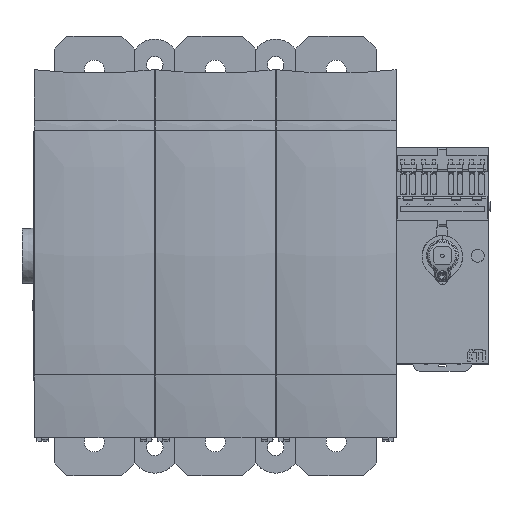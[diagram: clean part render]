
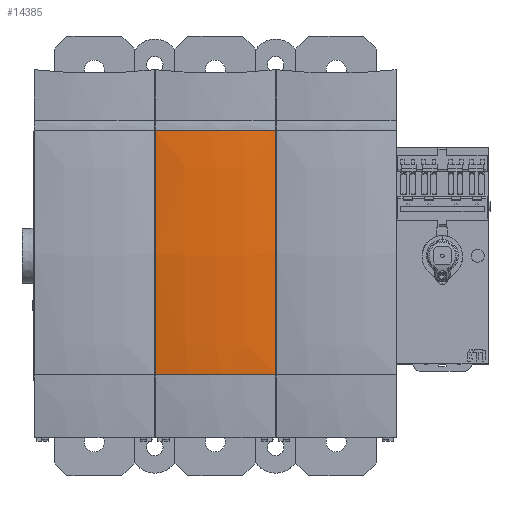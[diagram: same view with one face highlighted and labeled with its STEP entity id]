
A CAD part, top view. The second image highlights one B-rep face of the part: STEP entity #14385.
In plain terms, the highlighted free-form (B-spline) face has degree [3, 3] with [7, 7] control points.
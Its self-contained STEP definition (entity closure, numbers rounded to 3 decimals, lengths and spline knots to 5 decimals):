
#11272=CARTESIAN_POINT('',(-0.1567,-0.06515,
0.17535));
#11273=CARTESIAN_POINT('',(-0.1567,-0.05963,
0.17578));
#11274=CARTESIAN_POINT('',(-0.1567,-0.03794,
0.17723));
#11275=CARTESIAN_POINT('',(-0.1567,0.,
0.17831));
#11276=CARTESIAN_POINT('',(-0.1567,0.03901,
0.1772));
#11277=CARTESIAN_POINT('',(-0.1567,0.06177,
0.17563));
#11278=CARTESIAN_POINT('',(-0.1567,0.06835,
0.1751));
#11406=CARTESIAN_POINT('',(-0.0913,0.06835,
0.1751));
#11407=CARTESIAN_POINT('',(-0.0913,0.06177,
0.17563));
#11408=CARTESIAN_POINT('',(-0.0913,0.03901,
0.1772));
#11409=CARTESIAN_POINT('',(-0.0913,0.,
0.17831));
#11410=CARTESIAN_POINT('',(-0.0913,-0.03794,
0.17723));
#11411=CARTESIAN_POINT('',(-0.0913,-0.05963,
0.17578));
#11412=CARTESIAN_POINT('',(-0.0913,-0.06515,
0.17535));
#11579=CARTESIAN_POINT('',(-0.1567,0.06835,
0.1751));
#11580=CARTESIAN_POINT('',(-0.15128,0.06835,
0.17581));
#11581=CARTESIAN_POINT('',(-0.1404,0.06835,
0.17689));
#11582=CARTESIAN_POINT('',(-0.124,0.06835,
0.17743));
#11583=CARTESIAN_POINT('',(-0.1076,0.06835,
0.17689));
#11584=CARTESIAN_POINT('',(-0.09672,0.06835,
0.17581));
#11585=CARTESIAN_POINT('',(-0.0913,0.06835,
0.1751));
#11590=CARTESIAN_POINT('',(-0.0913,-0.06515,
0.17535));
#11591=CARTESIAN_POINT('',(-0.09672,-0.06515,
0.17607));
#11592=CARTESIAN_POINT('',(-0.1076,-0.06515,
0.17714));
#11593=CARTESIAN_POINT('',(-0.124,-0.06515,
0.17768));
#11594=CARTESIAN_POINT('',(-0.1404,-0.06515,
0.17714));
#11595=CARTESIAN_POINT('',(-0.15128,-0.06515,
0.17607));
#11596=CARTESIAN_POINT('',(-0.1567,-0.06515,
0.17535));
#13603=VERTEX_POINT('',#11590);
#13604=VERTEX_POINT('',#11596);
#13649=VERTEX_POINT('',#11278);
#13671=VERTEX_POINT('',#11406);
#14328=CARTESIAN_POINT('',(-0.09,0.07101,
0.1747));
#14329=CARTESIAN_POINT('',(-0.09585,0.07101,
0.17551));
#14330=CARTESIAN_POINT('',(-0.10717,0.07101,
0.17665));
#14331=CARTESIAN_POINT('',(-0.124,0.07101,0.17721));
#14332=CARTESIAN_POINT('',(-0.14083,0.07101,
0.17665));
#14333=CARTESIAN_POINT('',(-0.15215,0.07101,
0.17551));
#14334=CARTESIAN_POINT('',(-0.158,0.07101,
0.1747));
#14335=CARTESIAN_POINT('',(-0.09,0.06354,
0.17533));
#14336=CARTESIAN_POINT('',(-0.09585,0.06354,
0.17613));
#14337=CARTESIAN_POINT('',(-0.10717,0.06354,
0.17728));
#14338=CARTESIAN_POINT('',(-0.124,0.06354,0.17783));
#14339=CARTESIAN_POINT('',(-0.14083,0.06354,
0.17728));
#14340=CARTESIAN_POINT('',(-0.15215,0.06354,
0.17613));
#14341=CARTESIAN_POINT('',(-0.158,0.06354,
0.17533));
#14342=CARTESIAN_POINT('',(-0.09,0.0399,
0.177));
#14343=CARTESIAN_POINT('',(-0.09585,0.0399,
0.1778));
#14344=CARTESIAN_POINT('',(-0.10717,0.0399,
0.17895));
#14345=CARTESIAN_POINT('',(-0.124,0.0399,0.1795));
#14346=CARTESIAN_POINT('',(-0.14083,0.0399,
0.17895));
#14347=CARTESIAN_POINT('',(-0.15215,0.0399,
0.1778));
#14348=CARTESIAN_POINT('',(-0.158,0.0399,
0.177));
#14349=CARTESIAN_POINT('',(-0.09,0.,0.17814));
#14350=CARTESIAN_POINT('',(-0.09585,0.,0.17894));
#14351=CARTESIAN_POINT('',(-0.10717,0.,0.18009));
#14352=CARTESIAN_POINT('',(-0.124,0.,0.18064));
#14353=CARTESIAN_POINT('',(-0.14083,0.,0.18009));
#14354=CARTESIAN_POINT('',(-0.15215,0.,0.17894));
#14355=CARTESIAN_POINT('',(-0.158,0.,0.17814));
#14356=CARTESIAN_POINT('',(-0.09,-0.03883,
0.17703));
#14357=CARTESIAN_POINT('',(-0.09585,-0.03883,
0.17783));
#14358=CARTESIAN_POINT('',(-0.10717,-0.03883,
0.17898));
#14359=CARTESIAN_POINT('',(-0.124,-0.03883,0.17953));
#14360=CARTESIAN_POINT('',(-0.14083,-0.03883,
0.17898));
#14361=CARTESIAN_POINT('',(-0.15215,-0.03883,
0.17783));
#14362=CARTESIAN_POINT('',(-0.158,-0.03883,
0.17703));
#14363=CARTESIAN_POINT('',(-0.09,-0.06141,
0.17548));
#14364=CARTESIAN_POINT('',(-0.09585,-0.06141,
0.17628));
#14365=CARTESIAN_POINT('',(-0.10717,-0.06141,
0.17743));
#14366=CARTESIAN_POINT('',(-0.124,-0.06141,0.17798));
#14367=CARTESIAN_POINT('',(-0.14083,-0.06141,
0.17743));
#14368=CARTESIAN_POINT('',(-0.15215,-0.06141,
0.17628));
#14369=CARTESIAN_POINT('',(-0.158,-0.06141,
0.17548));
#14370=CARTESIAN_POINT('',(-0.09,-0.06781,
0.17497));
#14371=CARTESIAN_POINT('',(-0.09585,-0.06781,
0.17577));
#14372=CARTESIAN_POINT('',(-0.10717,-0.06781,
0.17692));
#14373=CARTESIAN_POINT('',(-0.124,-0.06781,0.17747));
#14374=CARTESIAN_POINT('',(-0.14083,-0.06781,
0.17692));
#14375=CARTESIAN_POINT('',(-0.15215,-0.06781,
0.17577));
#14376=CARTESIAN_POINT('',(-0.158,-0.06781,
0.17497));
#14377=B_SPLINE_SURFACE_WITH_KNOTS('',3,3,((#14328,#14329,#14330,#14331,#14332,
#14333,#14334),(#14335,#14336,#14337,#14338,#14339,#14340,#14341),(#14342,
#14343,#14344,#14345,#14346,#14347,#14348),(#14349,#14350,#14351,#14352,#14353,
#14354,#14355),(#14356,#14357,#14358,#14359,#14360,#14361,#14362),(#14363,
#14364,#14365,#14366,#14367,#14368,#14369),(#14370,#14371,#14372,#14373,#14374,
#14375,#14376)),.UNSPECIFIED.,.F.,.F.,.F.,(4,1,1,1,4),(4,1,1,1,4),(
0.13432,0.25,0.5,0.75,0.84917),(-0.02,
0.25,0.5,0.75,1.02),.UNSPECIFIED.);
#14378=ORIENTED_EDGE('',*,*,#14316,.T.);
#14379=ORIENTED_EDGE('',*,*,#14182,.T.);
#14381=ORIENTED_EDGE('',*,*,#14380,.T.);
#14382=ORIENTED_EDGE('',*,*,#14092,.T.);
#14383=EDGE_LOOP('',(#14378,#14379,#14381,#14382));
#14384=FACE_OUTER_BOUND('',#14383,.F.);
#11279=B_SPLINE_CURVE_WITH_KNOTS('',3,(#11272,#11273,#11274,#11275,#11276,
#11277,#11278),.UNSPECIFIED.,.F.,.F.,(4,1,1,1,4),(0.,0.12428,
0.48799,0.8517,1.),.UNSPECIFIED.);
#11413=B_SPLINE_CURVE_WITH_KNOTS('',3,(#11406,#11407,#11408,#11409,#11410,
#11411,#11412),.UNSPECIFIED.,.F.,.F.,(4,1,1,1,4),(0.,0.1483,
0.51201,0.87572,1.),.UNSPECIFIED.);
#11586=B_SPLINE_CURVE_WITH_KNOTS('',3,(#11579,#11580,#11581,#11582,#11583,
#11584,#11585),.UNSPECIFIED.,.F.,.F.,(4,1,1,1,4),(0.,0.25,
0.5,0.75,1.),.UNSPECIFIED.);
#11597=B_SPLINE_CURVE_WITH_KNOTS('',3,(#11590,#11591,#11592,#11593,#11594,
#11595,#11596),.UNSPECIFIED.,.F.,.F.,(4,1,1,1,4),(0.,0.25,
0.5,0.75,1.),.UNSPECIFIED.);
#14092=EDGE_CURVE('',#13604,#13649,#11279,.T.);
#14182=EDGE_CURVE('',#13671,#13603,#11413,.T.);
#14316=EDGE_CURVE('',#13649,#13671,#11586,.T.);
#14380=EDGE_CURVE('',#13603,#13604,#11597,.T.);
#14385=ADVANCED_FACE('',(#14384),#14377,.F.);
